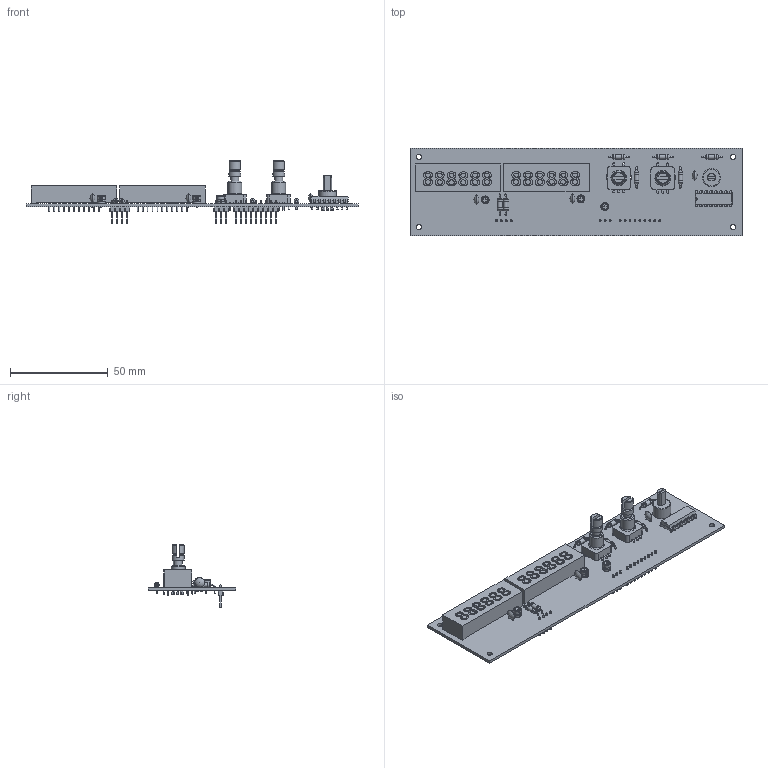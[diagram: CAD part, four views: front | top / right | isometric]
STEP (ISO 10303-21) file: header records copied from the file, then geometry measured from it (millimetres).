
FILE_DESCRIPTION(('KiCad electronic assembly'),'2;1');
FILE_NAME('flight-sim-radio.step','2025-06-10T16:58:53',('Pcbnew'),( 'Kicad'),'Open CASCADE STEP processor 7.8','KiCad to STEP converter' ,'Unknown');
FILE_SCHEMA(('AUTOMOTIVE_DESIGN { 1 0 10303 214 1 1 1 1 }'));
Length unit declared in the file: millimetre
Products named in the file (12): flight-sim-radio 1; C_Disc_D5.0mm_W2.5mm_P2.50mm; DIP-16_W7.62mm; R_Axial_DIN0207_L6.3mm_D2.5mm_P10.16mm_Horizontal; CP_Radial_D4.0mm_P2.00mm; ALPSALPINE-EC11E09444A8-Body; 7 Segment display-Body; HOOYA RS-08 300-150gf-Body; PinHeader_1x03_P2.54mm_Vertical; PinHeader_1x09_P2.54mm_Vertical; PinHeader_1x04_P2.54mm_Vertical; flight-sim-radio_PCB
Assembly tree (23 placements, depth 2):
  flight-sim-radio 1
    C_Disc_D5.0mm_W2.5mm_P2.50mm  x3
    DIP-16_W7.62mm
    R_Axial_DIN0207_L6.3mm_D2.5mm_P10.16mm_Horizontal  x7
    CP_Radial_D4.0mm_P2.00mm  x3
    ALPSALPINE-EC11E09444A8-Body  x2
    7 Segment display-Body  x2
    HOOYA RS-08 300-150gf-Body
    PinHeader_1x03_P2.54mm_Vertical
    PinHeader_1x09_P2.54mm_Vertical
    PinHeader_1x04_P2.54mm_Vertical
    flight-sim-radio_PCB
Bounding box: 170 x 45 x 32.22 mm (x, y, z)
Volume: 25466.7 mm3; surface area: 26344.4 mm2
Topology: 23 solids, 26 shells, 2101 faces, 5308 edges, 3424 vertices
Faces by surface type: plane 969, extrusion 624, cylinder 334, torus 82, bspline 52, revolution 18, cone 16, sphere 6
Full cylindrical faces by diameter (mm): 0.3 x6, 0.45 x44, 0.5 x6, 0.6 x34, 0.8 x80, 0.9 x8, 0.914 x8, 1 x26, 2.25 x7, 2.5 x14, 2.7 x4, 4 x2, 6 x2, 7 x2, 9.2 x1
Entity records: 50008 total; most frequent: CARTESIAN_POINT 10706, ORIENTED_EDGE 7226, DIRECTION 5970, EDGE_CURVE 3613, VECTOR 2676, LINE 2364, VERTEX_POINT 2327, FACE_BOUND 1756
